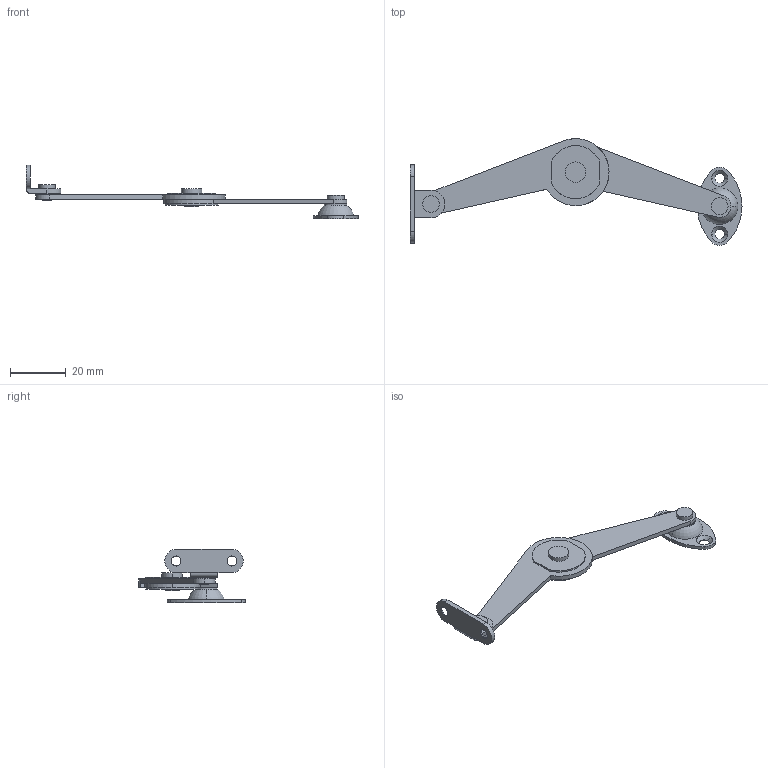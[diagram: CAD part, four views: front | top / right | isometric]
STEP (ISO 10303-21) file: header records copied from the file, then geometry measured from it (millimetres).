
FILE_DESCRIPTION (( 'STEP AP203' ), '1' );
FILE_NAME ('sone3D.STEP', '2013-09-25T05:09:11', ( '' ), ( '' ), 'SwSTEP 2.0', 'SolidWorks 2012', '' );
FILE_SCHEMA (( 'CONFIG_CONTROL_DESIGN' ));
Length unit declared in the file: millimetre
Products named in the file (10): B-38-3偐偟傔僺儞B_岞; B-38-3枠側ブラケット_公; B-38-3偐偟傔僺儞C_岞; B-38-3蓋側ブラケット_公; B-38-3ワッシャー_公; B-38-3偐偟傔僺儞A_岞; B-38-3バネ鋼座金_公; B-38-3-L傾乕儉A_岞; B-38-3アームB_公; sone3D
Assembly tree (10 placements, depth 2):
  sone3D
    B-38-3アームB_公
    B-38-3-L傾乕儉A_岞
    B-38-3バネ鋼座金_公
    B-38-3偐偟傔僺儞A_岞
    B-38-3ワッシャー_公  x2
    B-38-3蓋側ブラケット_公
    B-38-3偐偟傔僺儞C_岞
    B-38-3枠側ブラケット_公
    B-38-3偐偟傔僺儞B_岞
Bounding box: 118.84 x 38.19 x 19.25 mm (x, y, z)
Volume: 4340.1 mm3; surface area: 7087.6 mm2
Topology: 10 solids, 10 shells, 130 faces, 295 edges, 194 vertices
Faces by surface type: cylinder 72, plane 46, cone 8, torus 4
Entity records: 4717 total; most frequent: DIRECTION 715, CARTESIAN_POINT 606, ORIENTED_EDGE 566, AXIS2_PLACEMENT_3D 295, EDGE_CURVE 283, VERTEX_POINT 186, EDGE_LOOP 161, CIRCLE 158
